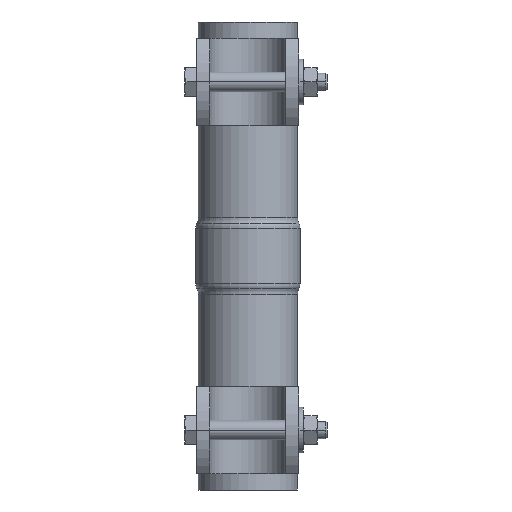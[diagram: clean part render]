
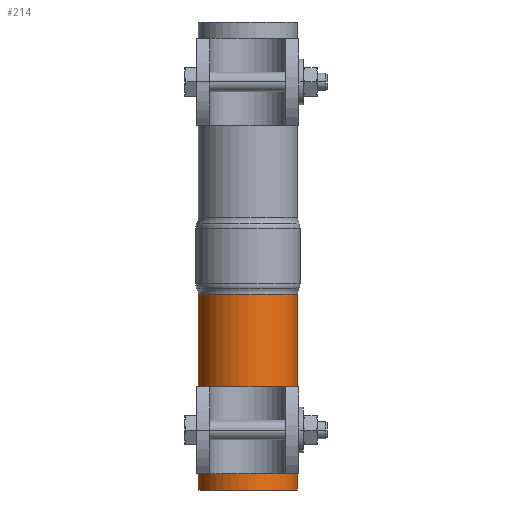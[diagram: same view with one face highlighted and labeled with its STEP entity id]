
A CAD part, front view. The second image highlights one B-rep face of the part: STEP entity #214.
In plain terms, the highlighted cylindrical face has radius 22.8 mm (diameter 45.6 mm), a partial arc.
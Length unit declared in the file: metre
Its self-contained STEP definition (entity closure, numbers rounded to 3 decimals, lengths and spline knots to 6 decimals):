
#27 = DIRECTION ( 'NONE',  ( 0., 0., 1. ) ) ;
#62 = CARTESIAN_POINT ( 'NONE',  ( 0.024064, -0.001356, 0.118 ) ) ;
#108 = EDGE_CURVE ( 'NONE', #4699, #925, #1396, .T. ) ;
#214 = ADVANCED_FACE ( 'NONE', ( #3844 ), #2815, .T. ) ;
#251 = ORIENTED_EDGE ( 'NONE', *, *, #3046, .T. ) ;
#567 = VECTOR ( 'NONE', #2508, 1. ) ;
#731 = ORIENTED_EDGE ( 'NONE', *, *, #4095, .F. ) ;
#877 = CARTESIAN_POINT ( 'NONE',  ( -0.021536, -0.001356, 0.118 ) ) ;
#925 = VERTEX_POINT ( 'NONE', #3421 ) ;
#1180 = LINE ( 'NONE', #877, #567 ) ;
#1396 = CIRCLE ( 'NONE', #5401, 0.0228 ) ;
#1440 = DIRECTION ( 'NONE',  ( 1., 0., 0. ) ) ;
#1718 = CARTESIAN_POINT ( 'NONE',  ( -0.021536, -0.001356, -0.1075 ) ) ;
#1947 = AXIS2_PLACEMENT_3D ( 'NONE', #2335, #2305, #2274 ) ;
#2127 = LINE ( 'NONE', #62, #2416 ) ;
#2274 = DIRECTION ( 'NONE',  ( 1., 0., 0. ) ) ;
#2305 = DIRECTION ( 'NONE',  ( 0., 0., 1. ) ) ;
#2335 = CARTESIAN_POINT ( 'NONE',  ( 0.001264, -0.001356, -0.0175 ) ) ;
#2416 = VECTOR ( 'NONE', #27, 1. ) ;
#2508 = DIRECTION ( 'NONE',  ( 0., 0., 1. ) ) ;
#2815 = CYLINDRICAL_SURFACE ( 'NONE', #4766, 0.0228 ) ;
#3046 = EDGE_CURVE ( 'NONE', #925, #3756, #2127, .T. ) ;
#3348 = DIRECTION ( 'NONE',  ( 0., 0., 1. ) ) ;
#3413 = CARTESIAN_POINT ( 'NONE',  ( 0.001264, -0.001356, 0.118 ) ) ;
#3421 = CARTESIAN_POINT ( 'NONE',  ( 0.024064, -0.001356, -0.1075 ) ) ;
#3504 = EDGE_LOOP ( 'NONE', ( #731, #4375, #251, #4218 ) ) ;
#3756 = VERTEX_POINT ( 'NONE', #3991 ) ;
#3811 = VERTEX_POINT ( 'NONE', #5110 ) ;
#3844 = FACE_OUTER_BOUND ( 'NONE', #3504, .T. ) ;
#3879 = CARTESIAN_POINT ( 'NONE',  ( 0.001264, -0.001356, -0.1075 ) ) ;
#3991 = CARTESIAN_POINT ( 'NONE',  ( 0.024064, -0.001356, -0.0175 ) ) ;
#3997 = EDGE_CURVE ( 'NONE', #3811, #3756, #5096, .T. ) ;
#4095 = EDGE_CURVE ( 'NONE', #4699, #3811, #1180, .T. ) ;
#4218 = ORIENTED_EDGE ( 'NONE', *, *, #3997, .F. ) ;
#4375 = ORIENTED_EDGE ( 'NONE', *, *, #108, .T. ) ;
#4699 = VERTEX_POINT ( 'NONE', #1718 ) ;
#4766 = AXIS2_PLACEMENT_3D ( 'NONE', #3413, #5998, #4836 ) ;
#4836 = DIRECTION ( 'NONE',  ( 1., 0., 0. ) ) ;
#5096 = CIRCLE ( 'NONE', #1947, 0.0228 ) ;
#5110 = CARTESIAN_POINT ( 'NONE',  ( -0.021536, -0.001356, -0.0175 ) ) ;
#5401 = AXIS2_PLACEMENT_3D ( 'NONE', #3879, #3348, #1440 ) ;
#5998 = DIRECTION ( 'NONE',  ( 0., 0., 1. ) ) ;
